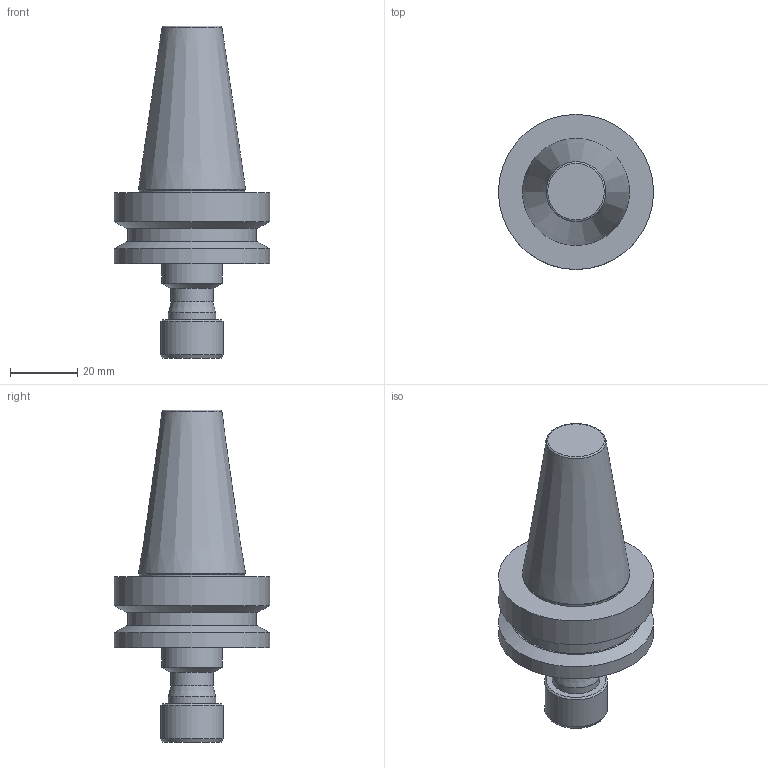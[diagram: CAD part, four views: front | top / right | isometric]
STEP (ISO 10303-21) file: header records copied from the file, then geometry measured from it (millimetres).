
FILE_DESCRIPTION(/* description */ (''),/* implementation_level */ '2;1');
FILE_NAME(/* name */ '1493025696378.stp',/* time_stamp */ '2017-04-24T11:21:42+02:00',/* author */ (''),/* organization */ ('SMS'),/* preprocessor_version */ 'ST-DEVELOPER v15',/* originating_system */ 'SIEMENS PLM Software NX 8.5',/* authorisation */ '');
FILE_SCHEMA (('AUTOMOTIVE_DESIGN { 1 0 10303 214 3 1 1 1 }'));
Length unit declared in the file: millimetre
Products named in the file (1): 392.55514-3011050-636200737610677283-1
Bounding box: 45.98 x 45.98 x 98.4 mm (x, y, z)
Volume: 62481.7 mm3; surface area: 11873 mm2
Topology: 1 solids, 1 shells, 25 faces, 43 edges, 29 vertices
Faces by surface type: plane 8, cone 8, cylinder 8, torus 1
Full cylindrical faces by diameter (mm): 12.5 x1, 14 x1, 18 x1, 18.7 x1, 31.15 x1, 38 x1, 45.98 x2
Entity records: 586 total; most frequent: DIRECTION 106, CARTESIAN_POINT 98, AXIS2_PLACEMENT_3D 53, EDGE_LOOP 48, ORIENTED_EDGE 48, FACE_BOUND 46, ADVANCED_FACE 25, VERTEX_POINT 24
